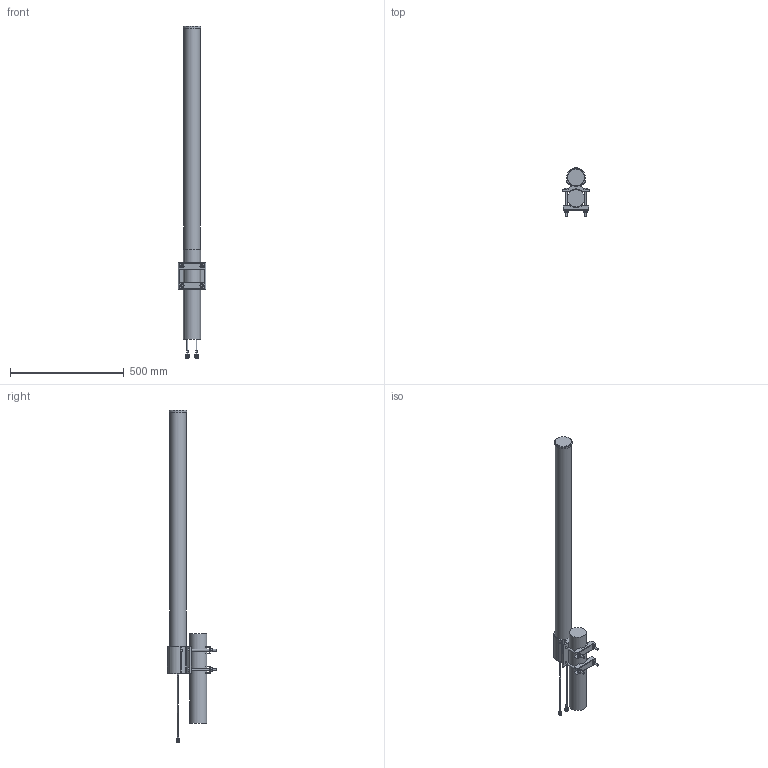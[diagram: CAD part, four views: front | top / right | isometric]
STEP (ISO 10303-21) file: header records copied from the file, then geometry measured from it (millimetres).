
FILE_DESCRIPTION (( 'STEP AP203' ), '1' );
FILE_NAME ('FM51OM1045_3D.step', '2022-02-11T21:55:00', ( '' ), ( '' ), 'SwSTEP 2.0', 'SolidWorks 2021', '' );
FILE_SCHEMA (( 'CONFIG_CONTROL_DESIGN' ));
Length unit declared in the file: millimetre
Products named in the file (1): FM51OM1045_3D
Bounding box: 122 x 216.94 x 1460 mm (x, y, z)
Volume: 6935264.7 mm3; surface area: 542122 mm2
Topology: 25 solids, 25 shells, 371 faces, 887 edges, 592 vertices
Faces by surface type: plane 241, cylinder 123, cone 6, torus 1
Full cylindrical faces by diameter (mm): 1.5 x2, 3 x2, 4.2 x2, 5 x4, 6 x4, 8 x16, 8.5 x6, 10 x6, 11 x4, 13.5 x4, 14 x4, 15.7 x2, 72.2 x2, 75.244 x1, 78.2 x1
Entity records: 10567 total; most frequent: CARTESIAN_POINT 1968, DIRECTION 1784, ORIENTED_EDGE 1602, EDGE_CURVE 801, AXIS2_PLACEMENT_3D 625, VERTEX_POINT 573, LINE 534, VECTOR 534
